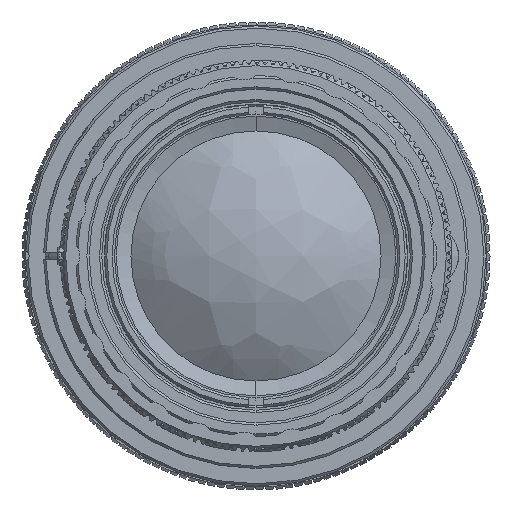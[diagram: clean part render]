
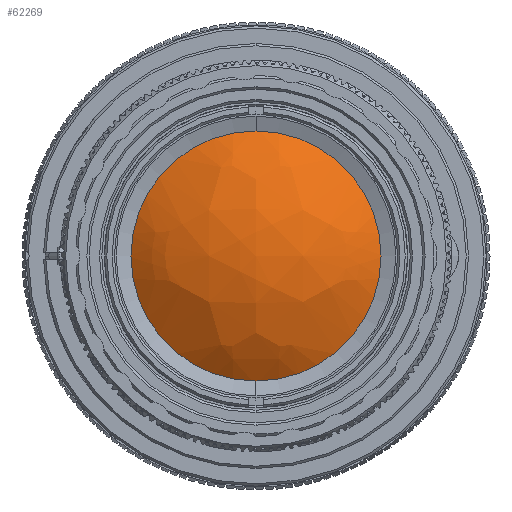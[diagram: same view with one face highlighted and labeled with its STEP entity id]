
A CAD part, left-side view. The second image highlights one B-rep face of the part: STEP entity #62269.
In plain terms, the highlighted free-form (B-spline) face has degree [3, 3] with [4, 4] control points.
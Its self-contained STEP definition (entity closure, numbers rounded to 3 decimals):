
#451 = EDGE_CURVE ( 'NONE', #81291, #50572, #33022, .T. ) ;
#1261 = ORIENTED_EDGE ( 'NONE', *, *, #22964, .T. ) ;
#3089 = CARTESIAN_POINT ( 'NONE',  ( 3.925, 6.524, -18.368 ) ) ;
#3368 = CARTESIAN_POINT ( 'NONE',  ( 10.241, -17.103, 13.537 ) ) ;
#9449 = CARTESIAN_POINT ( 'NONE',  ( 3.937, 17.032, 5.193 ) ) ;
#9814 = CIRCLE ( 'NONE', #49065, 16.8 ) ;
#10190 = CARTESIAN_POINT ( 'NONE',  ( 5.514, 0., -16.8 ) ) ;
#18121 = AXIS2_PLACEMENT_3D ( 'NONE', #77874, #33156, #64252 ) ;
#22964 = EDGE_CURVE ( 'NONE', #50572, #81291, #9814, .T. ) ;
#23325 = ORIENTED_EDGE ( 'NONE', *, *, #451, .T. ) ;
#28604 = CARTESIAN_POINT ( 'NONE',  ( 3.889, -6.62, 18.285 ) ) ;
#29163 = CARTESIAN_POINT ( 'NONE',  ( -4.548, -6.62, 6.998 ) ) ;
#29425 = CARTESIAN_POINT ( 'NONE',  ( 10.197, 17.032, 13.569 ) ) ;
#32954 = DIRECTION ( 'NONE',  ( 0., 0., 1. ) ) ;
#33022 = CIRCLE ( 'NONE', #18121, 16.8 ) ;
#33156 = DIRECTION ( 'NONE',  ( -1., 0., 0. ) ) ;
#34707 = CARTESIAN_POINT ( 'NONE',  ( 10.28, -17.103, -13.589 ) ) ;
#35821 = CARTESIAN_POINT ( 'NONE',  ( 3.952, 17.032, -5.264 ) ) ;
#42251 = CARTESIAN_POINT ( 'NONE',  ( 3.872, 6.524, 18.297 ) ) ;
#48598 = CARTESIAN_POINT ( 'NONE',  ( -4.57, 6.524, 7.003 ) ) ;
#49065 = AXIS2_PLACEMENT_3D ( 'NONE', #59578, #71043, #32954 ) ;
#50572 = VERTEX_POINT ( 'NONE', #10190 ) ;
#51693 = CARTESIAN_POINT ( 'NONE',  ( 5.514, 0., 16.8 ) ) ;
#54691 = CARTESIAN_POINT ( 'NONE',  ( 3.995, -17.103, 5.181 ) ) ;
#54961 = CARTESIAN_POINT ( 'NONE',  ( -4.527, -6.62, -7.093 ) ) ;
#56554 = FACE_OUTER_BOUND ( 'NONE', #57898, .T. ) ;
#57898 = EDGE_LOOP ( 'NONE', ( #23325, #1261 ) ) ;
#59578 = CARTESIAN_POINT ( 'NONE',  ( 5.514, 0., 0. ) ) ;
#60824 = CARTESIAN_POINT ( 'NONE',  ( 10.237, 17.032, -13.621 ) ) ;
#61083 = CARTESIAN_POINT ( 'NONE',  ( -4.55, 6.524, -7.098 ) ) ;
#62269 = ADVANCED_FACE ( 'NONE', ( #56554 ), #64090, .T. ) ;
#64090 =( BOUNDED_SURFACE ( )  B_SPLINE_SURFACE ( 3, 3, ( 
 ( #60824, #35821, #9449, #29425 ),
 ( #3089, #61083, #48598, #42251 ),
 ( #67197, #54961, #29163, #28604 ),
 ( #34707, #73620, #54691, #3368 ) ),
 .UNSPECIFIED., .F., .F., .F. ) 
 B_SPLINE_SURFACE_WITH_KNOTS ( ( 4, 4 ),
 ( 4, 4 ),
 ( 0., 1. ),
 ( 0., 1. ),
 .UNSPECIFIED. ) 
 GEOMETRIC_REPRESENTATION_ITEM ( )  RATIONAL_B_SPLINE_SURFACE ( (
 ( 1., 0.867, 0.867, 1.),
 ( 0.866, 0.75, 0.75, 0.866),
 ( 0.866, 0.75, 0.75, 0.866),
 ( 1., 0.867, 0.867, 1.) ) ) 
 REPRESENTATION_ITEM ( '' )  SURFACE ( )  );
#64252 = DIRECTION ( 'NONE',  ( 0., 0., 1. ) ) ;
#67197 = CARTESIAN_POINT ( 'NONE',  ( 3.942, -6.62, -18.355 ) ) ;
#71043 = DIRECTION ( 'NONE',  ( -1., 0., 0. ) ) ;
#73620 = CARTESIAN_POINT ( 'NONE',  ( 4.01, -17.103, -5.251 ) ) ;
#77874 = CARTESIAN_POINT ( 'NONE',  ( 5.514, 0., 0. ) ) ;
#81291 = VERTEX_POINT ( 'NONE', #51693 ) ;
